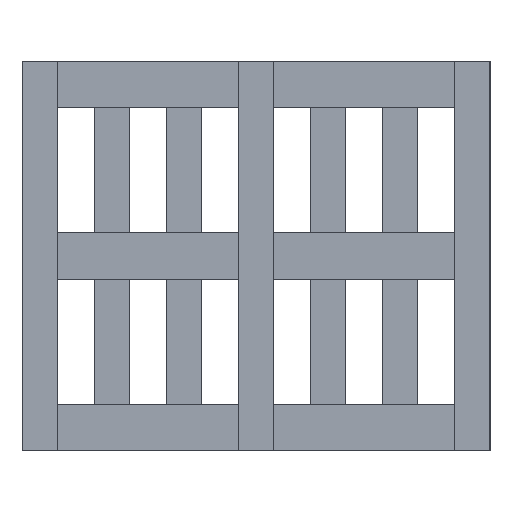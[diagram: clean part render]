
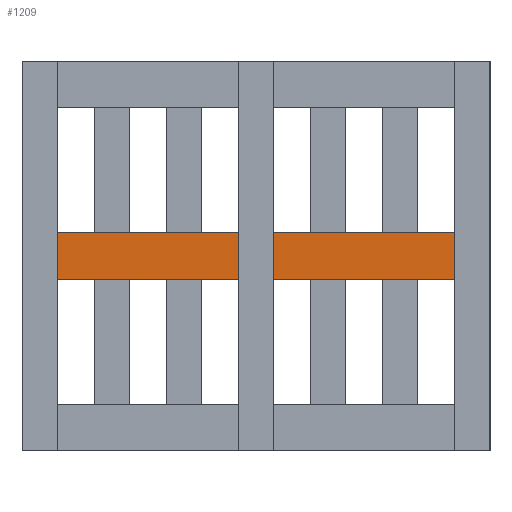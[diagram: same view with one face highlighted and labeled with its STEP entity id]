
A CAD part, front view. The second image highlights one B-rep face of the part: STEP entity #1209.
In plain terms, the highlighted planar face has unit normal (0, -1, 0).
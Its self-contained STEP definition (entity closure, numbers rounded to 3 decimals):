
#42 = EDGE_CURVE ( 'NONE', #803, #753, #1216, .T. ) ;
#89 = ORIENTED_EDGE ( 'NONE', *, *, #42, .F. ) ;
#262 = CARTESIAN_POINT ( 'NONE',  ( 1000., -25., 100. ) ) ;
#274 = DIRECTION ( 'NONE',  ( 1., 0., 0. ) ) ;
#276 = VECTOR ( 'NONE', #1038, 1000. ) ;
#295 = CARTESIAN_POINT ( 'NONE',  ( 0., -25., 0. ) ) ;
#320 = VECTOR ( 'NONE', #378, 1000. ) ;
#351 = AXIS2_PLACEMENT_3D ( 'NONE', #514, #1425, #989 ) ;
#378 = DIRECTION ( 'NONE',  ( 1., 0., 0. ) ) ;
#422 = VECTOR ( 'NONE', #763, 1000. ) ;
#442 = CARTESIAN_POINT ( 'NONE',  ( 1000., -25., 0. ) ) ;
#452 = FACE_OUTER_BOUND ( 'NONE', #723, .T. ) ;
#464 = ORIENTED_EDGE ( 'NONE', *, *, #615, .T. ) ;
#466 = VERTEX_POINT ( 'NONE', #442 ) ;
#471 = ORIENTED_EDGE ( 'NONE', *, *, #1337, .F. ) ;
#514 = CARTESIAN_POINT ( 'NONE',  ( 0., -25., 100. ) ) ;
#579 = LINE ( 'NONE', #1388, #276 ) ;
#615 = EDGE_CURVE ( 'NONE', #803, #1487, #579, .T. ) ;
#713 = CARTESIAN_POINT ( 'NONE',  ( 1000., -25., 100. ) ) ;
#723 = EDGE_LOOP ( 'NONE', ( #1191, #471, #89, #464 ) ) ;
#753 = VERTEX_POINT ( 'NONE', #262 ) ;
#759 = CARTESIAN_POINT ( 'NONE',  ( 0., -25., 100. ) ) ;
#763 = DIRECTION ( 'NONE',  ( 0., 0., -1. ) ) ;
#803 = VERTEX_POINT ( 'NONE', #759 ) ;
#841 = EDGE_CURVE ( 'NONE', #1487, #466, #1259, .T. ) ;
#898 = VECTOR ( 'NONE', #274, 1000. ) ;
#989 = DIRECTION ( 'NONE',  ( 0., 0., 1. ) ) ;
#1038 = DIRECTION ( 'NONE',  ( 0., 0., -1. ) ) ;
#1088 = CARTESIAN_POINT ( 'NONE',  ( 0., -25., 100. ) ) ;
#1179 = CARTESIAN_POINT ( 'NONE',  ( 0., -25., 0. ) ) ;
#1191 = ORIENTED_EDGE ( 'NONE', *, *, #841, .T. ) ;
#1209 = ADVANCED_FACE ( 'NONE', ( #452 ), #1335, .F. ) ;
#1216 = LINE ( 'NONE', #1088, #898 ) ;
#1259 = LINE ( 'NONE', #1179, #320 ) ;
#1307 = LINE ( 'NONE', #713, #422 ) ;
#1335 = PLANE ( 'NONE',  #351 ) ;
#1337 = EDGE_CURVE ( 'NONE', #753, #466, #1307, .T. ) ;
#1388 = CARTESIAN_POINT ( 'NONE',  ( 0., -25., 100. ) ) ;
#1425 = DIRECTION ( 'NONE',  ( 0., 1., 0. ) ) ;
#1487 = VERTEX_POINT ( 'NONE', #295 ) ;
